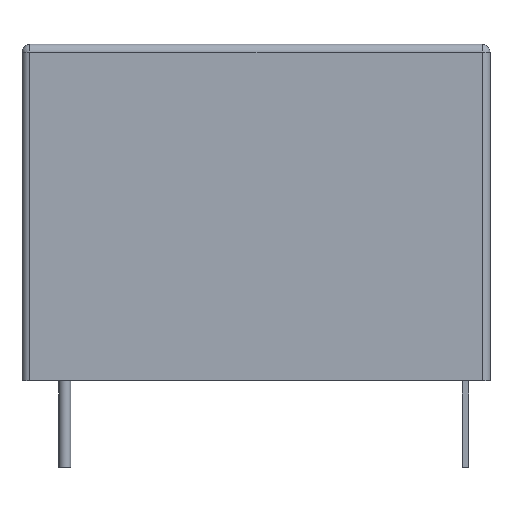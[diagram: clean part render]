
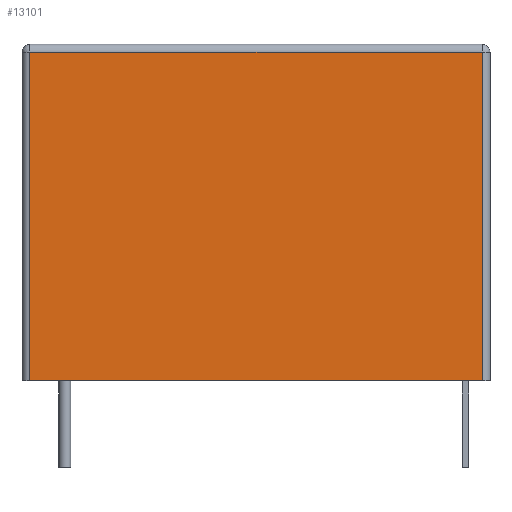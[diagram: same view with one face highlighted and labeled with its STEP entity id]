
A CAD part, front view. The second image highlights one B-rep face of the part: STEP entity #13101.
In plain terms, the highlighted planar face has unit normal (0, -1, 0).
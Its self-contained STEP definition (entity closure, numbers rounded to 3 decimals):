
#320 = VERTEX_POINT ( 'NONE', #5653 ) ;
#640 = CARTESIAN_POINT ( 'NONE',  ( -8.9, -5.15, 12.5 ) ) ;
#758 = AXIS2_PLACEMENT_3D ( 'NONE', #3880, #9649, #14218 ) ;
#991 = EDGE_CURVE ( 'NONE', #11360, #11937, #13976, .T. ) ;
#2975 = LINE ( 'NONE', #9764, #5777 ) ;
#3880 = CARTESIAN_POINT ( 'NONE',  ( 8.9, -5.15, 12.8 ) ) ;
#3948 = FACE_OUTER_BOUND ( 'NONE', #11197, .T. ) ;
#4378 = EDGE_CURVE ( 'NONE', #320, #4396, #5251, .T. ) ;
#4396 = VERTEX_POINT ( 'NONE', #8469 ) ;
#4534 = ORIENTED_EDGE ( 'NONE', *, *, #991, .T. ) ;
#4686 = ORIENTED_EDGE ( 'NONE', *, *, #13551, .T. ) ;
#4898 = ORIENTED_EDGE ( 'NONE', *, *, #13455, .T. ) ;
#5251 = LINE ( 'NONE', #640, #12975 ) ;
#5302 = PLANE ( 'NONE',  #758 ) ;
#5498 = LINE ( 'NONE', #8946, #8629 ) ;
#5653 = CARTESIAN_POINT ( 'NONE',  ( 8.6, -5.15, 12.5 ) ) ;
#5777 = VECTOR ( 'NONE', #7292, 1000. ) ;
#6742 = CARTESIAN_POINT ( 'NONE',  ( -8.6, -5.15, 0. ) ) ;
#7292 = DIRECTION ( 'NONE',  ( 0., 0., 1. ) ) ;
#8469 = CARTESIAN_POINT ( 'NONE',  ( -8.6, -5.15, 12.5 ) ) ;
#8629 = VECTOR ( 'NONE', #9913, 1000. ) ;
#8683 = DIRECTION ( 'NONE',  ( -1., 0., 0. ) ) ;
#8946 = CARTESIAN_POINT ( 'NONE',  ( -8.6, -5.15, 12.8 ) ) ;
#9649 = DIRECTION ( 'NONE',  ( 0., 1., 0. ) ) ;
#9764 = CARTESIAN_POINT ( 'NONE',  ( 8.6, -5.15, 12.8 ) ) ;
#9913 = DIRECTION ( 'NONE',  ( 0., 0., -1. ) ) ;
#11071 = ORIENTED_EDGE ( 'NONE', *, *, #4378, .T. ) ;
#11197 = EDGE_LOOP ( 'NONE', ( #11071, #4686, #4534, #4898 ) ) ;
#11360 = VERTEX_POINT ( 'NONE', #6742 ) ;
#11552 = VECTOR ( 'NONE', #11779, 1000. ) ;
#11779 = DIRECTION ( 'NONE',  ( 1., 0., 0. ) ) ;
#11852 = CARTESIAN_POINT ( 'NONE',  ( 8.6, -5.15, 0. ) ) ;
#11937 = VERTEX_POINT ( 'NONE', #11852 ) ;
#12850 = CARTESIAN_POINT ( 'NONE',  ( 8.9, -5.15, 0. ) ) ;
#12975 = VECTOR ( 'NONE', #8683, 1000. ) ;
#13101 = ADVANCED_FACE ( 'NONE', ( #3948 ), #5302, .F. ) ;
#13455 = EDGE_CURVE ( 'NONE', #11937, #320, #2975, .T. ) ;
#13551 = EDGE_CURVE ( 'NONE', #4396, #11360, #5498, .T. ) ;
#13976 = LINE ( 'NONE', #12850, #11552 ) ;
#14218 = DIRECTION ( 'NONE',  ( -1., 0., 0. ) ) ;
